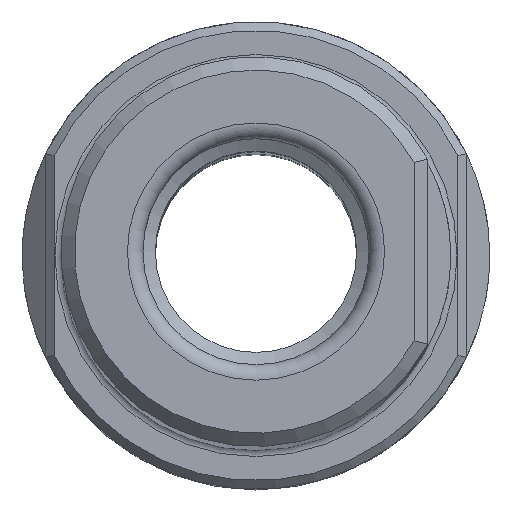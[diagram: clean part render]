
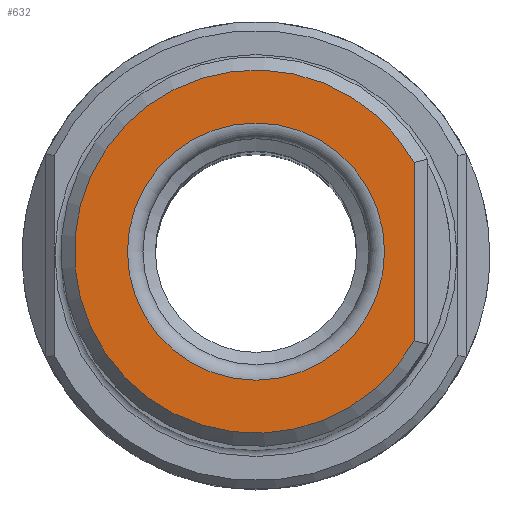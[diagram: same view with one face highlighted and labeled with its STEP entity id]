
A CAD part, top view. The second image highlights one B-rep face of the part: STEP entity #632.
In plain terms, the highlighted planar face has unit normal (0, 0, 1).
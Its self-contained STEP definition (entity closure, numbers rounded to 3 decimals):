
#38=PLANE('',#684);
#60=LINE('',#922,#75);
#75=VECTOR('',#778,1000.);
#109=ORIENTED_EDGE('',*,*,#203,.F.);
#110=ORIENTED_EDGE('',*,*,#201,.T.);
#111=ORIENTED_EDGE('',*,*,#204,.T.);
#201=EDGE_CURVE('',#249,#248,#273,.T.);
#203=EDGE_CURVE('',#250,#250,#274,.T.);
#204=EDGE_CURVE('',#248,#249,#60,.T.);
#248=VERTEX_POINT('',#912);
#249=VERTEX_POINT('',#914);
#250=VERTEX_POINT('',#921);
#273=CIRCLE('',#683,11.65);
#274=CIRCLE('',#685,8.25);
#297=EDGE_LOOP('',(#109));
#298=EDGE_LOOP('',(#110,#111));
#349=FACE_BOUND('',#297,.T.);
#350=FACE_BOUND('',#298,.T.);
#632=ADVANCED_FACE('',(#349,#350),#38,.F.);
#683=AXIS2_PLACEMENT_3D('',#913,#772,#773);
#684=AXIS2_PLACEMENT_3D('',#919,#774,#775);
#685=AXIS2_PLACEMENT_3D('',#920,#776,#777);
#772=DIRECTION('',(0.,0.,1.));
#773=DIRECTION('',(1.,0.,0.));
#774=DIRECTION('',(0.,0.,-1.));
#775=DIRECTION('',(-1.,0.,0.));
#776=DIRECTION('',(0.,0.,1.));
#777=DIRECTION('',(1.,0.,0.));
#778=DIRECTION('',(0.,1.,0.));
#912=CARTESIAN_POINT('',(10.15,-5.718,181.));
#913=CARTESIAN_POINT('',(0.,0.,181.));
#914=CARTESIAN_POINT('',(10.15,5.718,181.));
#919=CARTESIAN_POINT('',(11.65,0.,181.));
#920=CARTESIAN_POINT('',(0.,0.,181.));
#921=CARTESIAN_POINT('',(8.25,0.,181.));
#922=CARTESIAN_POINT('',(10.15,3.837,181.));
